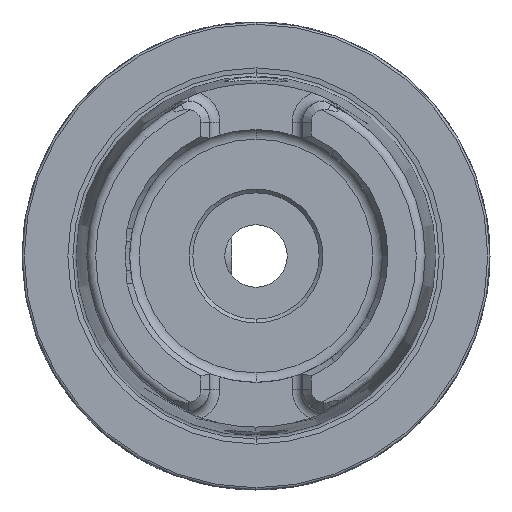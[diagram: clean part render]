
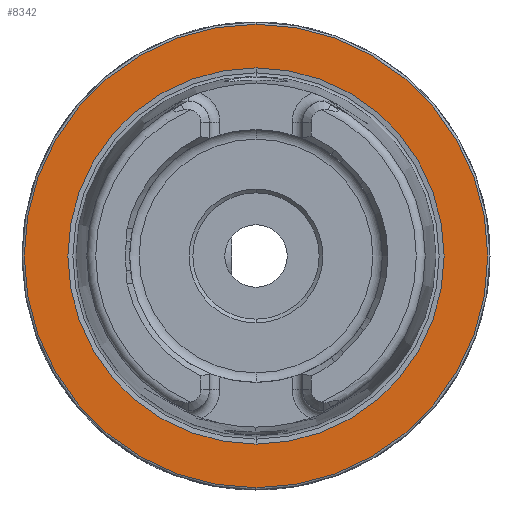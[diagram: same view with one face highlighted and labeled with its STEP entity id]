
A CAD part, left-side view. The second image highlights one B-rep face of the part: STEP entity #8342.
In plain terms, the highlighted planar face has unit normal (-1, 0, 0).
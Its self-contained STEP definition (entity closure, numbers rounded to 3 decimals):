
#260 = DIRECTION ( 'NONE',  ( 0., 0., 1. ) ) ;
#261 = DIRECTION ( 'NONE',  ( -1., 0., 0. ) ) ;
#262 = CARTESIAN_POINT ( 'NONE',  ( 0., 0., 0. ) ) ;
#283 = DIRECTION ( 'NONE',  ( 0., 0., 1. ) ) ;
#284 = DIRECTION ( 'NONE',  ( -1., 0., 0. ) ) ;
#287 = CARTESIAN_POINT ( 'NONE',  ( 0., 0., 0. ) ) ;
#743 = VERTEX_POINT ( 'NONE', #3502 ) ;
#794 = VERTEX_POINT ( 'NONE', #8773 ) ;
#883 = VERTEX_POINT ( 'NONE', #8887 ) ;
#909 = VERTEX_POINT ( 'NONE', #8860 ) ;
#2045 = EDGE_CURVE ( 'NONE', #794, #883, #9370, .T. ) ;
#2058 = EDGE_CURVE ( 'NONE', #743, #909, #9363, .T. ) ;
#3039 = EDGE_CURVE ( 'NONE', #883, #794, #8429, .T. ) ;
#3045 = EDGE_CURVE ( 'NONE', #909, #743, #8409, .T. ) ;
#3502 = CARTESIAN_POINT ( 'NONE',  ( 0., 0., 25.324 ) ) ;
#4219 = AXIS2_PLACEMENT_3D ( 'NONE', #5657, #5656, #5655 ) ;
#4226 = AXIS2_PLACEMENT_3D ( 'NONE', #5592, #5591, #5590 ) ;
#4285 = AXIS2_PLACEMENT_3D ( 'NONE', #287, #284, #283 ) ;
#4289 = AXIS2_PLACEMENT_3D ( 'NONE', #262, #261, #260 ) ;
#4623 = AXIS2_PLACEMENT_3D ( 'NONE', #7314, #7313, #7318 ) ;
#5590 = DIRECTION ( 'NONE',  ( 0., 0., 1. ) ) ;
#5591 = DIRECTION ( 'NONE',  ( -1., 0., 0. ) ) ;
#5592 = CARTESIAN_POINT ( 'NONE',  ( 0., 0., 0. ) ) ;
#5655 = DIRECTION ( 'NONE',  ( 0., 0., 1. ) ) ;
#5656 = DIRECTION ( 'NONE',  ( -1., 0., 0. ) ) ;
#5657 = CARTESIAN_POINT ( 'NONE',  ( 0., 0., 0. ) ) ;
#5909 = ORIENTED_EDGE ( 'NONE', *, *, #3039, .T. ) ;
#5910 = ORIENTED_EDGE ( 'NONE', *, *, #3045, .F. ) ;
#5915 = ORIENTED_EDGE ( 'NONE', *, *, #2045, .T. ) ;
#5954 = ORIENTED_EDGE ( 'NONE', *, *, #2058, .F. ) ;
#7313 = DIRECTION ( 'NONE',  ( 1., 0., 0. ) ) ;
#7314 = CARTESIAN_POINT ( 'NONE',  ( 0., 31.2, 0. ) ) ;
#7316 = PLANE ( 'NONE',  #4623 ) ;
#7318 = DIRECTION ( 'NONE',  ( 0., 0., -1. ) ) ;
#8017 = FACE_OUTER_BOUND ( 'NONE', #8984, .T. ) ;
#8019 = FACE_BOUND ( 'NONE', #9052, .T. ) ;
#8342 = ADVANCED_FACE ( 'NONE', ( #8019, #8017 ), #7316, .F. ) ;
#8409 = CIRCLE ( 'NONE', #4289, 25.324 ) ;
#8429 = CIRCLE ( 'NONE', #4285, 31.2 ) ;
#8773 = CARTESIAN_POINT ( 'NONE',  ( 0., 0., -31.2 ) ) ;
#8860 = CARTESIAN_POINT ( 'NONE',  ( 0., 0., -25.324 ) ) ;
#8887 = CARTESIAN_POINT ( 'NONE',  ( 0., 0., 31.2 ) ) ;
#8984 = EDGE_LOOP ( 'NONE', ( #5909, #5915 ) ) ;
#9052 = EDGE_LOOP ( 'NONE', ( #5954, #5910 ) ) ;
#9363 = CIRCLE ( 'NONE', #4226, 25.324 ) ;
#9370 = CIRCLE ( 'NONE', #4219, 31.2 ) ;
